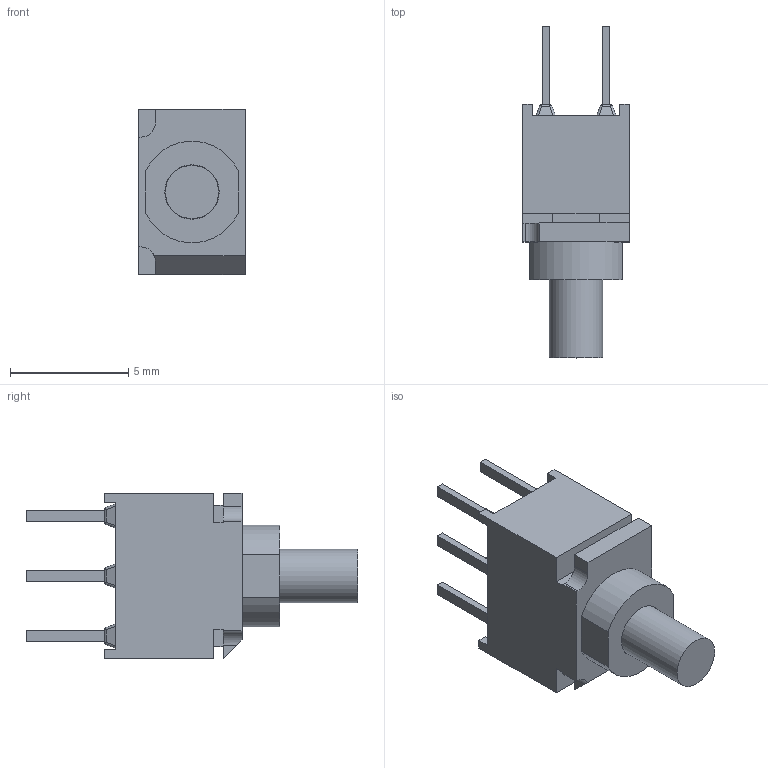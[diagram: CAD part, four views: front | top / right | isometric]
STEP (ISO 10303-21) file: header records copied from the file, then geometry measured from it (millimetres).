
FILE_DESCRIPTION((' '),'2;1');
FILE_NAME('800UDP8P1A1M2RE.stp','2017-08-02T08:25:46',(' '),(' '),' ','ACIS',' ');
FILE_SCHEMA(('CONFIG_CONTROL_DESIGN'));
Length unit declared in the file: inch
Products named in the file (8): 800UDP8P1A1M2RE.stp; Body1; Body2; Body3; Body4; Body5; Body6; Body7
Assembly tree (7 placements, depth 2):
  800UDP8P1A1M2RE.stp
    Body1
    Body2
    Body3
    Body4
    Body5
    Body6
    Body7
Bounding box: 4.5 x 14.03 x 7 mm (x, y, z)
Volume: 202.1 mm3; surface area: 322.9 mm2
Topology: 7 solids, 7 shells, 187 faces, 420 edges, 256 vertices
Faces by surface type: plane 109, cylinder 54, sphere 24
Full cylindrical faces by diameter (mm): 2.25 x1, 2.3 x1
Entity records: 6224 total; most frequent: DIRECTION 931, CARTESIAN_POINT 876, ORIENTED_EDGE 836, EDGE_CURVE 418, AXIS2_PLACEMENT_3D 311, VECTOR 309, LINE 309, VERTEX_POINT 256
